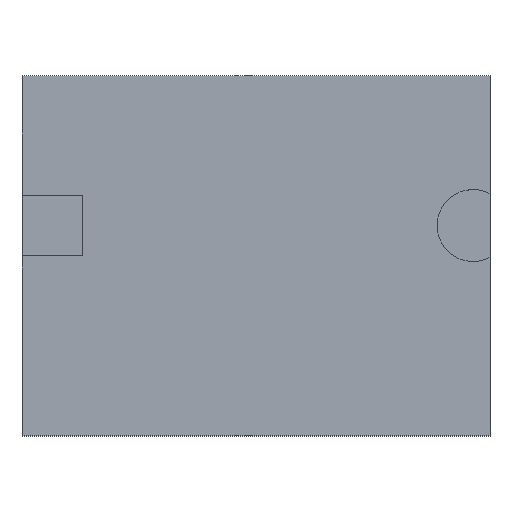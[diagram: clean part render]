
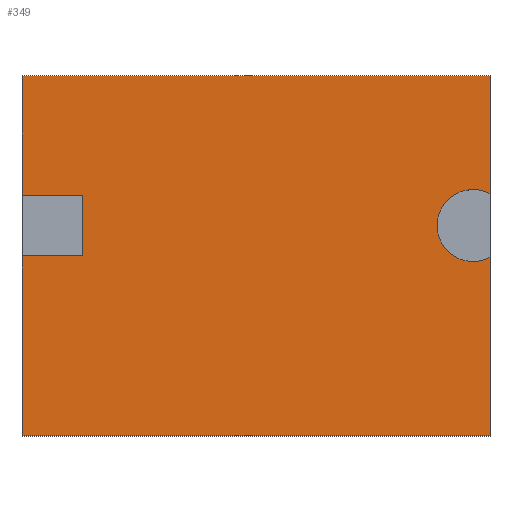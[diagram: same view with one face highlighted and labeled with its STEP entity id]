
A CAD part, top view. The second image highlights one B-rep face of the part: STEP entity #349.
In plain terms, the highlighted planar face has unit normal (0, 0, 1).
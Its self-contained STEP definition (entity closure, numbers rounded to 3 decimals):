
#76=CARTESIAN_POINT('',(65.,-50.,10.));
#77=VERTEX_POINT('',#76);
#84=CARTESIAN_POINT('',(-65.,-50.,10.));
#85=VERTEX_POINT('',#84);
#86=CARTESIAN_POINT('',(-65.,-50.,10.));
#87=DIRECTION('',(1.,0.,0.));
#88=VECTOR('',#87,130.);
#89=LINE('',#86,#88);
#90=EDGE_CURVE('',#85,#77,#89,.T.);
#107=CARTESIAN_POINT('',(-65.,50.,10.));
#108=VERTEX_POINT('',#107);
#115=CARTESIAN_POINT('',(65.,50.,10.));
#116=VERTEX_POINT('',#115);
#117=CARTESIAN_POINT('',(65.,50.,10.));
#118=DIRECTION('',(-1.,0.,0.));
#119=VECTOR('',#118,130.);
#120=LINE('',#117,#119);
#121=EDGE_CURVE('',#116,#108,#120,.T.);
#139=CARTESIAN_POINT('',(-65.,0.,10.));
#140=VERTEX_POINT('',#139);
#141=CARTESIAN_POINT('',(-65.,0.,10.));
#142=DIRECTION('',(0.,-1.,0.));
#143=VECTOR('',#142,50.);
#144=LINE('',#141,#143);
#145=EDGE_CURVE('',#140,#85,#144,.T.);
#163=CARTESIAN_POINT('',(-65.,16.908,10.));
#164=VERTEX_POINT('',#163);
#171=CARTESIAN_POINT('',(-65.,50.,10.));
#172=DIRECTION('',(0.,-1.,0.));
#173=VECTOR('',#172,33.092);
#174=LINE('',#171,#173);
#175=EDGE_CURVE('',#108,#164,#174,.T.);
#194=CARTESIAN_POINT('',(-48.309,0.,10.));
#195=VERTEX_POINT('',#194);
#202=CARTESIAN_POINT('',(-65.,0.,10.));
#203=DIRECTION('',(1.,0.,0.));
#204=VECTOR('',#203,16.691);
#205=LINE('',#202,#204);
#206=EDGE_CURVE('',#140,#195,#205,.T.);
#243=CARTESIAN_POINT('',(-48.309,16.908,10.));
#244=VERTEX_POINT('',#243);
#245=CARTESIAN_POINT('',(-48.309,16.908,10.));
#246=DIRECTION('',(-1.,0.,0.));
#247=VECTOR('',#246,16.691);
#248=LINE('',#245,#247);
#249=EDGE_CURVE('',#244,#164,#248,.T.);
#267=CARTESIAN_POINT('',(-48.309,0.,10.));
#268=DIRECTION('',(0.,1.,0.));
#269=VECTOR('',#268,16.908);
#270=LINE('',#267,#269);
#271=EDGE_CURVE('',#195,#244,#270,.T.);
#284=CARTESIAN_POINT('',(65.,17.275,10.));
#285=VERTEX_POINT('',#284);
#286=CARTESIAN_POINT('',(65.,17.275,10.));
#287=DIRECTION('',(0.,1.,0.));
#288=VECTOR('',#287,32.725);
#289=LINE('',#286,#288);
#290=EDGE_CURVE('',#285,#116,#289,.T.);
#308=CARTESIAN_POINT('',(65.,-0.367,10.));
#309=VERTEX_POINT('',#308);
#316=CARTESIAN_POINT('',(65.,-50.,10.));
#317=DIRECTION('',(0.,1.,0.));
#318=VECTOR('',#317,49.633);
#319=LINE('',#316,#318);
#320=EDGE_CURVE('',#77,#309,#319,.T.);
#326=CARTESIAN_POINT('',(0.,0.,10.));
#327=DIRECTION('',(1.,0.,0.));
#328=DIRECTION('',(0.,0.,1.));
#329=AXIS2_PLACEMENT_3D('',#326,#328,#327);
#330=PLANE('',#329);
#331=ORIENTED_EDGE('',*,*,#90,.T.);
#332=ORIENTED_EDGE('',*,*,#320,.T.);
#333=CARTESIAN_POINT('',(60.29,8.454,10.));
#334=DIRECTION('',(0.471,0.882,0.));
#335=DIRECTION('',(0.,0.,1.));
#336=AXIS2_PLACEMENT_3D('',#333,#335,#334);
#337=CIRCLE('',#336,10.);
#338=EDGE_CURVE('',#285,#309,#337,.T.);
#339=ORIENTED_EDGE('E33',*,*,#338,.F.);
#340=ORIENTED_EDGE('E33',*,*,#290,.T.);
#341=ORIENTED_EDGE('E33',*,*,#121,.T.);
#342=ORIENTED_EDGE('E33',*,*,#175,.T.);
#343=ORIENTED_EDGE('E33',*,*,#249,.F.);
#344=ORIENTED_EDGE('E33',*,*,#271,.F.);
#345=ORIENTED_EDGE('E33',*,*,#206,.F.);
#346=ORIENTED_EDGE('E33',*,*,#145,.T.);
#347=EDGE_LOOP('',(#331,#332,#339,#340,#341,#342,#343,#344,#345,#346));
#348=FACE_OUTER_BOUND('',#347,.T.);
#349=ADVANCED_FACE('F2',(#348),#330,.T.);
